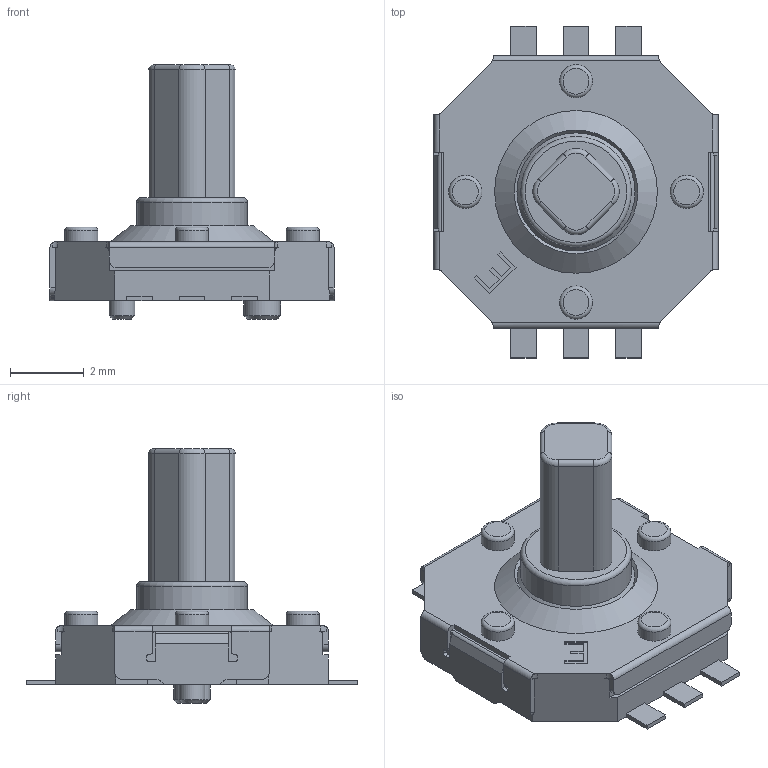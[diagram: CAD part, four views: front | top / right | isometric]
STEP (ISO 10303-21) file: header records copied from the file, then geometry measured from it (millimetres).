
FILE_DESCRIPTION(/* description */ (''),/* implementation_level */ '2;1');
FILE_NAME(/* name */ 'JS1400DFQ.stp',/* time_stamp */ '2025-04-07T14:40:10-05:00',/* author */ ('mwilliams'),/* organization */ (''),/* preprocessor_version */ 'ST-DEVELOPER v18.1',/* originating_system */ 'Autodesk Inventor 2022',/* authorisation */ '');
FILE_SCHEMA (('AUTOMOTIVE_DESIGN { 1 0 10303 214 3 1 1 }'));
Length unit declared in the file: inch
Products named in the file (1): 100112926_Simplify_1
Bounding box: 7.7 x 9 x 6.9 mm (x, y, z)
Volume: 85.8 mm3; surface area: 338.3 mm2
Topology: 2 solids, 2 shells, 284 faces, 758 edges, 497 vertices
Faces by surface type: plane 189, cylinder 80, torus 9, cone 6
Full cylindrical faces by diameter (mm): 0.7 x10, 0.9 x4, 1 x1, 3 x1
Entity records: 8902 total; most frequent: CARTESIAN_POINT 1596, ORIENTED_EDGE 1516, DIRECTION 1510, EDGE_CURVE 758, LINE 560, VECTOR 560, VERTEX_POINT 497, AXIS2_PLACEMENT_3D 475
